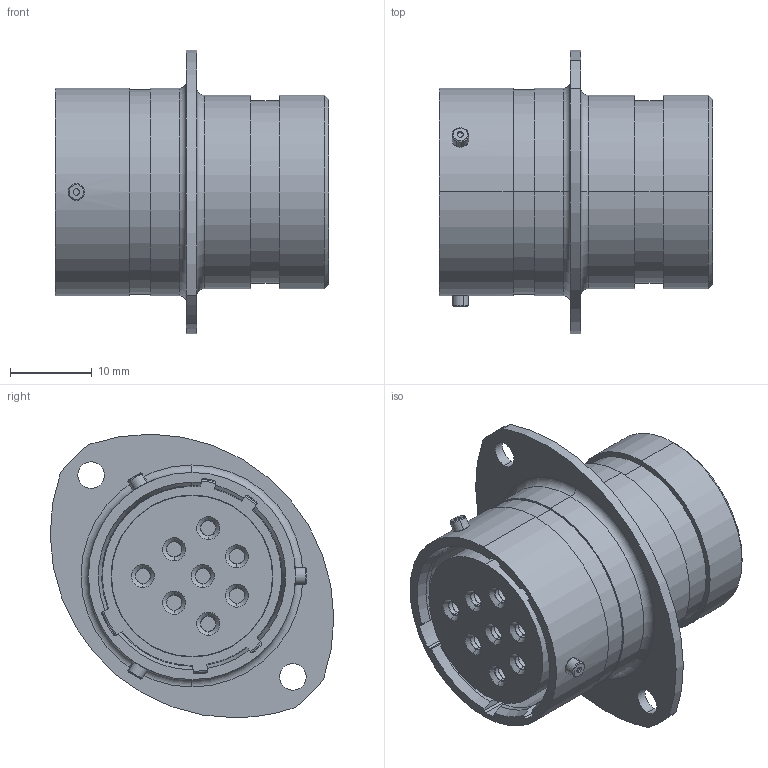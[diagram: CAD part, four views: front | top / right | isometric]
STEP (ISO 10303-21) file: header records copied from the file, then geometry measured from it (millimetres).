
FILE_DESCRIPTION (( 'STEP AP214' ), '1' );
FILE_NAME ('AS016-08SB.STEP', '2019-09-10T13:10:33', ( 'TE Connectivity' ), ( 'TE Connectivity' ), 'SwSTEP 2.0', 'SolidWorks 2016', '' );
FILE_SCHEMA (( 'AUTOMOTIVE_DESIGN' ));
Length unit declared in the file: millimetre
Products named in the file (1): AS016-08SB
Bounding box: 33.31 x 34.6 x 34.6 mm (x, y, z)
Volume: 12905 mm3; surface area: 12539.4 mm2
Topology: 9 solids, 9 shells, 477 faces, 1053 edges, 613 vertices
Faces by surface type: cylinder 166, torus 136, cone 100, plane 59, sphere 16
Entity records: 18686 total; most frequent: DIRECTION 2653, CARTESIAN_POINT 2394, ORIENTED_EDGE 2072, AXIS2_PLACEMENT_3D 1181, EDGE_CURVE 1036, CIRCLE 705, VERTEX_POINT 606, EDGE_LOOP 550
